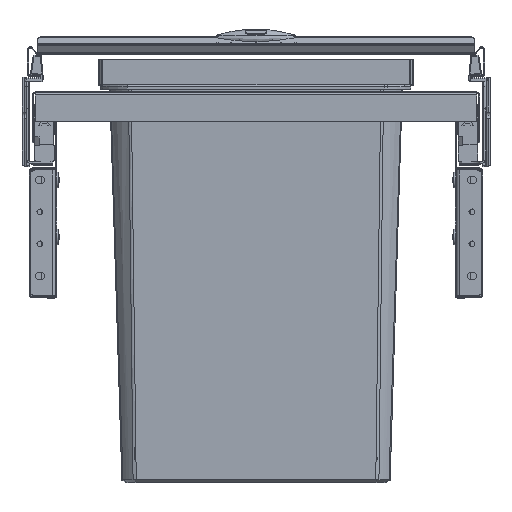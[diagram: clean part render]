
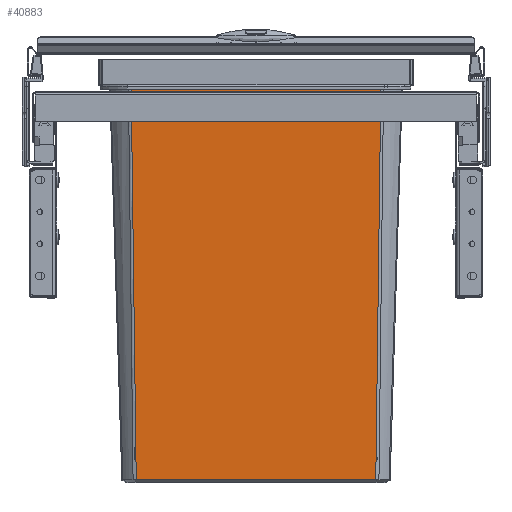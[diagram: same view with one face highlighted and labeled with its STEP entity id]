
A CAD part, top view. The second image highlights one B-rep face of the part: STEP entity #40883.
In plain terms, the highlighted planar face has unit normal (0, -0.031, 1).
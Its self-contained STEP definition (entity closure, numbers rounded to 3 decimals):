
#9843=EDGE_CURVE('9833',#18881,#18878,#18882,.T.);
#9895=EDGE_CURVE('9781',#18878,#18949,#18952,.T.);
#9897=EDGE_CURVE('9817',#18954,#18949,#18955,.T.);
#9899=EDGE_CURVE('9786',#18881,#18954,#18957,.T.);
#18878=VERTEX_POINT('',#39508);
#18881=VERTEX_POINT('',#39519);
#18882=LINE('',#39520,#39521);
#18949=VERTEX_POINT('',#39738);
#18952=B_SPLINE_CURVE_WITH_KNOTS('',3,(#39748,#39749,#39750,#39751,#39752,#39753),.UNSPECIFIED.,.F.,.F.,(4,1,1,4),(0.0,0.333,0.667,1.0),.UNSPECIFIED.);
#18954=VERTEX_POINT('',#39756);
#18955=LINE('',#39757,#39758);
#18957=B_SPLINE_CURVE_WITH_KNOTS('',3,(#39761,#39762,#39763,#39764,#39765,#39766),.UNSPECIFIED.,.F.,.F.,(4,1,1,4),(0.0,0.333,0.667,1.0),.UNSPECIFIED.);
#39508=CARTESIAN_POINT('',(-124.929,12.55,-11.429));
#39519=CARTESIAN_POINT('',(124.929,12.55,-11.429));
#39520=CARTESIAN_POINT('',(124.929,12.55,-11.429));
#39521=VECTOR('',#55754,249.857);
#39738=CARTESIAN_POINT('',(-119.774,-387.579,-23.901));
#39748=CARTESIAN_POINT('',(-124.929,12.55,-11.429));
#39749=CARTESIAN_POINT('',(-124.317,-35.558,-12.928));
#39750=CARTESIAN_POINT('',(-123.121,-129.334,-15.851));
#39751=CARTESIAN_POINT('',(-121.415,-262.06,-19.989));
#39752=CARTESIAN_POINT('',(-120.315,-346.484,-22.62));
#39753=CARTESIAN_POINT('',(-119.774,-387.579,-23.901));
#39756=CARTESIAN_POINT('',(119.774,-387.579,-23.901));
#39757=CARTESIAN_POINT('',(119.774,-387.579,-23.901));
#39758=VECTOR('',#55764,239.548);
#39761=CARTESIAN_POINT('',(124.929,12.55,-11.429));
#39762=CARTESIAN_POINT('',(124.317,-35.558,-12.928));
#39763=CARTESIAN_POINT('',(123.121,-129.335,-15.851));
#39764=CARTESIAN_POINT('',(121.415,-262.06,-19.989));
#39765=CARTESIAN_POINT('',(120.315,-346.484,-22.62));
#39766=CARTESIAN_POINT('',(119.774,-387.579,-23.901));
#40883=ADVANCED_FACE('7138',(#56121),#56122,.T.);
#55754=DIRECTION('',(-1.0,0.0,0.0));
#55764=DIRECTION('',(-1.0,0.,0.0));
#56121=FACE_OUTER_BOUND('',#68996,.T.);
#56122=PLANE('',#68997);
#68996=EDGE_LOOP('',(#107268,#107269,#107270,#107271));
#68997=AXIS2_PLACEMENT_3D('',#107272,#107273,#107274);
#107268=ORIENTED_EDGE('',*,*,#9897,.F.);
#107269=ORIENTED_EDGE('',*,*,#9899,.F.);
#107270=ORIENTED_EDGE('',*,*,#9843,.T.);
#107271=ORIENTED_EDGE('',*,*,#9895,.T.);
#107272=CARTESIAN_POINT('',(0.,-177.719,-17.36));
#107273=DIRECTION('',(0.0,-0.031,1.));
#107274=DIRECTION('',(1.0,0.0,0.0));
